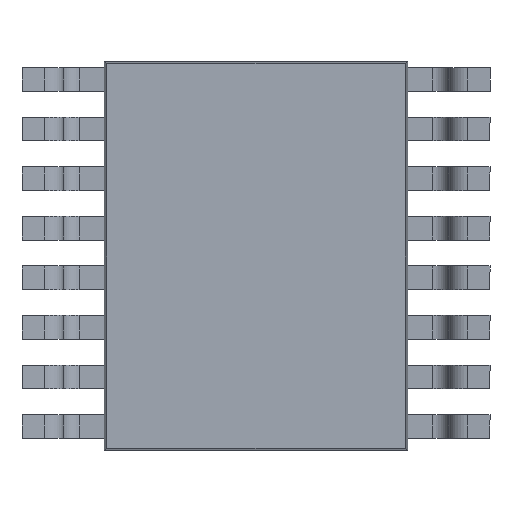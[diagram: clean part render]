
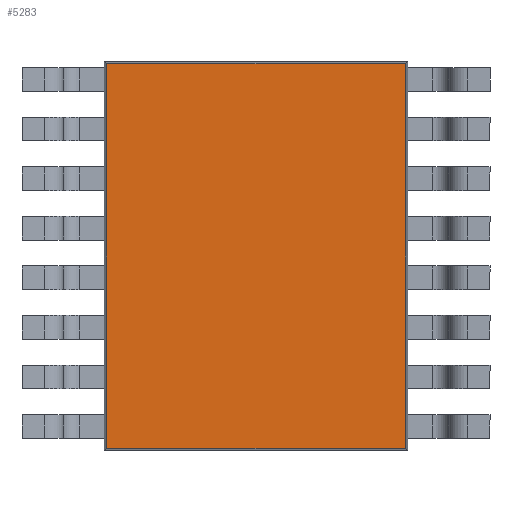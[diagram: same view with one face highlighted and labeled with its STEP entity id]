
A CAD part, front view. The second image highlights one B-rep face of the part: STEP entity #5283.
In plain terms, the highlighted planar face has unit normal (0, -1, 0).
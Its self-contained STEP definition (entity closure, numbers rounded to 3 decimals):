
#145 = EDGE_CURVE ( 'NONE', #5787, #4149, #4526, .T. ) ;
#176 = EDGE_CURVE ( 'NONE', #4149, #1483, #9325, .T. ) ;
#224 = EDGE_CURVE ( 'NONE', #1483, #8433, #2110, .T. ) ;
#279 = CARTESIAN_POINT ( 'NONE',  ( 1.914, -0.499, 2.463 ) ) ;
#295 = EDGE_CURVE ( 'NONE', #8433, #5787, #411, .T. ) ;
#411 = LINE ( 'NONE', #1455, #5485 ) ;
#645 = CARTESIAN_POINT ( 'NONE',  ( 1.914, -0.499, 2.463 ) ) ;
#651 = DIRECTION ( 'NONE',  ( -1., 0., 0. ) ) ;
#1244 = CARTESIAN_POINT ( 'NONE',  ( -1.914, -0.499, 2.463 ) ) ;
#1420 = DIRECTION ( 'NONE',  ( 1., 0., 0. ) ) ;
#1455 = CARTESIAN_POINT ( 'NONE',  ( 1.914, -0.499, -2.463 ) ) ;
#1483 = VERTEX_POINT ( 'NONE', #279 ) ;
#1578 = ORIENTED_EDGE ( 'NONE', *, *, #145, .F. ) ;
#1804 = VECTOR ( 'NONE', #1420, 1000. ) ;
#1991 = VECTOR ( 'NONE', #6391, 1000. ) ;
#2086 = VECTOR ( 'NONE', #7242, 1000. ) ;
#2110 = LINE ( 'NONE', #7307, #2086 ) ;
#2326 = AXIS2_PLACEMENT_3D ( 'NONE', #9633, #4676, #10481 ) ;
#2401 = EDGE_LOOP ( 'NONE', ( #3362, #2489, #1578, #6935 ) ) ;
#2489 = ORIENTED_EDGE ( 'NONE', *, *, #176, .F. ) ;
#2893 = CARTESIAN_POINT ( 'NONE',  ( -1.914, -0.499, -2.463 ) ) ;
#3362 = ORIENTED_EDGE ( 'NONE', *, *, #224, .F. ) ;
#4149 = VERTEX_POINT ( 'NONE', #1244 ) ;
#4526 = LINE ( 'NONE', #7159, #1991 ) ;
#4676 = DIRECTION ( 'NONE',  ( 0., 1., 0. ) ) ;
#5283 = ADVANCED_FACE ( 'NONE', ( #7226 ), #5463, .F. ) ;
#5463 = PLANE ( 'NONE',  #2326 ) ;
#5485 = VECTOR ( 'NONE', #651, 1000. ) ;
#5592 = CARTESIAN_POINT ( 'NONE',  ( 1.914, -0.499, -2.463 ) ) ;
#5787 = VERTEX_POINT ( 'NONE', #2893 ) ;
#6391 = DIRECTION ( 'NONE',  ( 0., 0., 1. ) ) ;
#6935 = ORIENTED_EDGE ( 'NONE', *, *, #295, .F. ) ;
#7159 = CARTESIAN_POINT ( 'NONE',  ( -1.914, -0.499, 2.489 ) ) ;
#7226 = FACE_OUTER_BOUND ( 'NONE', #2401, .T. ) ;
#7242 = DIRECTION ( 'NONE',  ( 0., 0., -1. ) ) ;
#7307 = CARTESIAN_POINT ( 'NONE',  ( 1.914, -0.499, 2.489 ) ) ;
#8433 = VERTEX_POINT ( 'NONE', #5592 ) ;
#9325 = LINE ( 'NONE', #645, #1804 ) ;
#9633 = CARTESIAN_POINT ( 'NONE',  ( 1.914, -0.499, 2.489 ) ) ;
#10481 = DIRECTION ( 'NONE',  ( 0., 0., 1. ) ) ;
